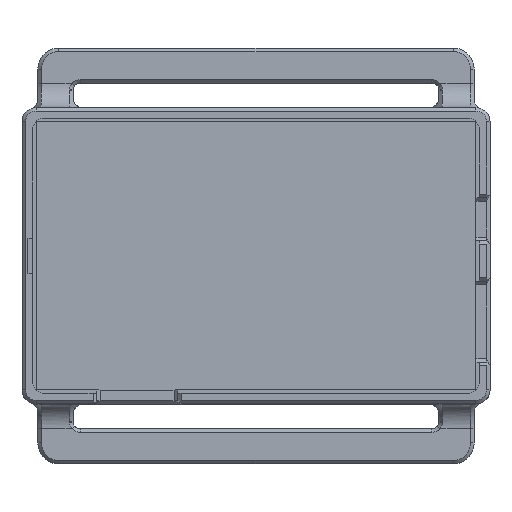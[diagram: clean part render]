
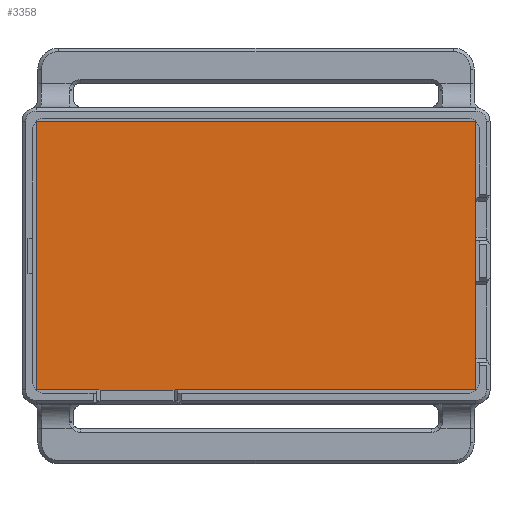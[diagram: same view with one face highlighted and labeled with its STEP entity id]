
A CAD part, top view. The second image highlights one B-rep face of the part: STEP entity #3358.
In plain terms, the highlighted planar face has unit normal (0, 0, 1).
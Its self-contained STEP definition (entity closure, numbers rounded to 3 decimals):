
#396=FACE_OUTER_BOUND('',#582,.T.);
#582=EDGE_LOOP('',(#3055,#3056,#3057,#3058));
#926=LINE('',#5954,#1284);
#937=LINE('',#5976,#1295);
#938=LINE('',#5979,#1296);
#940=LINE('',#5982,#1298);
#1284=VECTOR('',#4428,10.);
#1295=VECTOR('',#4455,10.);
#1296=VECTOR('',#4458,10.);
#1298=VECTOR('',#4462,10.);
#1595=VERTEX_POINT('',#5951);
#1596=VERTEX_POINT('',#5953);
#1599=VERTEX_POINT('',#5974);
#1600=VERTEX_POINT('',#5978);
#2072=EDGE_CURVE('',#1595,#1596,#926,.T.);
#2083=EDGE_CURVE('',#1599,#1595,#937,.T.);
#2084=EDGE_CURVE('',#1596,#1600,#938,.T.);
#2086=EDGE_CURVE('',#1600,#1599,#940,.T.);
#3055=ORIENTED_EDGE('',*,*,#2086,.F.);
#3056=ORIENTED_EDGE('',*,*,#2084,.F.);
#3057=ORIENTED_EDGE('',*,*,#2072,.F.);
#3058=ORIENTED_EDGE('',*,*,#2083,.F.);
#3174=PLANE('',#3608);
#3358=ADVANCED_FACE('',(#396),#3174,.F.);
#3608=AXIS2_PLACEMENT_3D('',#5983,#4463,#4464);
#4428=DIRECTION('',(-1.,0.,0.));
#4455=DIRECTION('',(0.,-1.,0.));
#4458=DIRECTION('',(0.,1.,0.));
#4462=DIRECTION('',(1.,0.,0.));
#4463=DIRECTION('center_axis',(0.,0.,-1.));
#4464=DIRECTION('ref_axis',(-1.,0.,0.));
#5951=CARTESIAN_POINT('',(-71.95,-19.05,1.6));
#5953=CARTESIAN_POINT('',(-134.45,-19.05,1.6));
#5954=CARTESIAN_POINT('',(-71.95,-19.05,1.6));
#5974=CARTESIAN_POINT('',(-71.95,19.05,1.6));
#5976=CARTESIAN_POINT('',(-71.95,19.05,1.6));
#5978=CARTESIAN_POINT('',(-134.45,19.05,1.6));
#5979=CARTESIAN_POINT('',(-134.45,-19.05,1.6));
#5982=CARTESIAN_POINT('',(-134.45,19.05,1.6));
#5983=CARTESIAN_POINT('Origin',(-103.2,0.,1.6));
